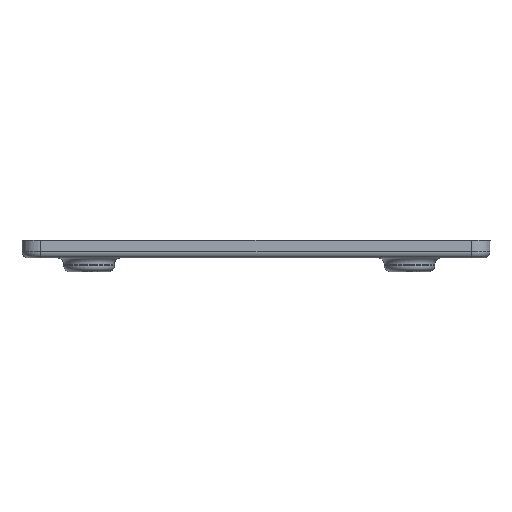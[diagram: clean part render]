
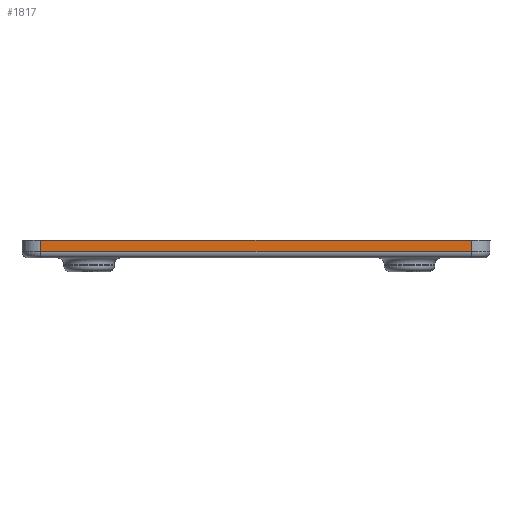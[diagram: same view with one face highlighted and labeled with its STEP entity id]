
A CAD part, front view. The second image highlights one B-rep face of the part: STEP entity #1817.
In plain terms, the highlighted planar face has unit normal (0, -1, 0).
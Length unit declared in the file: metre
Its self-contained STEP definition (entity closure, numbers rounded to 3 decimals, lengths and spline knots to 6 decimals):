
#173=LINE('',#3000,#323);
#178=LINE('',#3018,#328);
#179=LINE('',#3020,#329);
#180=LINE('',#3022,#330);
#323=VECTOR('',#2360,1.);
#328=VECTOR('',#2379,1.);
#329=VECTOR('',#2382,1.);
#330=VECTOR('',#2383,1.);
#574=ORIENTED_EDGE('',*,*,#1074,.T.);
#575=ORIENTED_EDGE('',*,*,#1075,.T.);
#576=ORIENTED_EDGE('',*,*,#1076,.F.);
#577=ORIENTED_EDGE('',*,*,#1064,.T.);
#1064=EDGE_CURVE('',#1318,#1317,#173,.T.);
#1074=EDGE_CURVE('',#1317,#1323,#178,.T.);
#1075=EDGE_CURVE('',#1323,#1324,#179,.F.);
#1076=EDGE_CURVE('',#1318,#1324,#180,.T.);
#1317=VERTEX_POINT('',#2999);
#1318=VERTEX_POINT('',#3001);
#1323=VERTEX_POINT('',#3017);
#1324=VERTEX_POINT('',#3021);
#1509=EDGE_LOOP('',(#574,#575,#576,#577));
#1645=FACE_BOUND('',#1509,.T.);
#1761=PLANE('',#1995);
#1817=ADVANCED_FACE('',(#1645),#1761,.T.);
#1995=AXIS2_PLACEMENT_3D('',#3019,#2380,#2381);
#2360=DIRECTION('',(-1.,0.,0.));
#2379=DIRECTION('',(0.,0.,-1.));
#2380=DIRECTION('',(0.,-1.,0.));
#2381=DIRECTION('',(0.,0.,-1.));
#2382=DIRECTION('',(-1.,0.,0.));
#2383=DIRECTION('',(0.,0.,-1.));
#2999=CARTESIAN_POINT('',(-0.020265,-0.0394,-0.0368));
#3000=CARTESIAN_POINT('',(0.013735,-0.0394,-0.0368));
#3001=CARTESIAN_POINT('',(0.047735,-0.0394,-0.0368));
#3017=CARTESIAN_POINT('',(-0.020265,-0.0394,-0.0386));
#3018=CARTESIAN_POINT('',(-0.020265,-0.0394,-0.0146));
#3019=CARTESIAN_POINT('',(0.013735,-0.0394,-0.0146));
#3020=CARTESIAN_POINT('',(0.013735,-0.0394,-0.0386));
#3021=CARTESIAN_POINT('',(0.047735,-0.0394,-0.0386));
#3022=CARTESIAN_POINT('',(0.047735,-0.0394,-0.0146));
